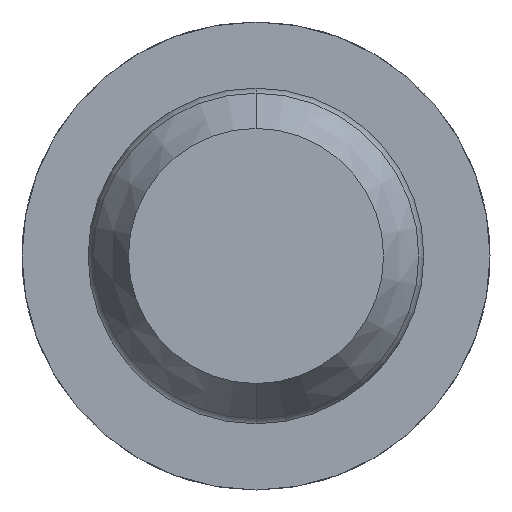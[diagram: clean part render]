
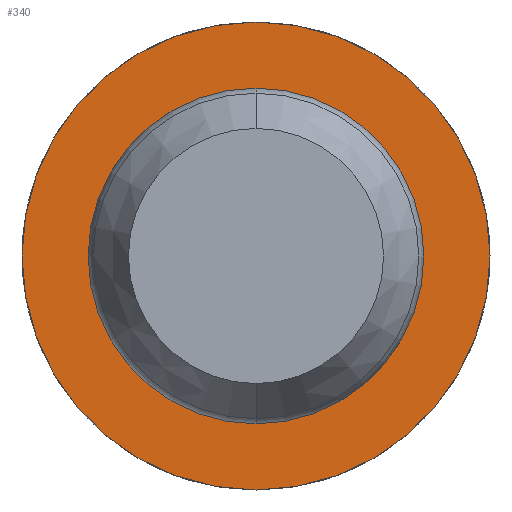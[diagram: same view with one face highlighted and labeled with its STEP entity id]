
A CAD part, front view. The second image highlights one B-rep face of the part: STEP entity #340.
In plain terms, the highlighted planar face has unit normal (0, -1, 0).
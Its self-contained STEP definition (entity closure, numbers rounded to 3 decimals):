
#17 = DIRECTION ( 'NONE',  ( 0., 0., 1. ) ) ;
#335 = CARTESIAN_POINT ( 'NONE',  ( 0., -10., 0. ) ) ;
#340 = ADVANCED_FACE ( 'Defeature ausgef�hrt2_7', ( #3786, #2003 ), #872, .F. ) ;
#368 = DIRECTION ( 'NONE',  ( 0., 0., 1. ) ) ;
#564 = CARTESIAN_POINT ( 'NONE',  ( 0., -10., 1.15 ) ) ;
#578 = AXIS2_PLACEMENT_3D ( 'NONE', #4241, #2118, #17 ) ;
#615 = ORIENTED_EDGE ( 'NONE', *, *, #3726, .T. ) ;
#872 = PLANE ( 'NONE',  #1104 ) ;
#949 = CIRCLE ( 'NONE', #3325, 0.825 ) ;
#1023 = CARTESIAN_POINT ( 'NONE',  ( 0., -10., 0.825 ) ) ;
#1101 = AXIS2_PLACEMENT_3D ( 'NONE', #4194, #3465, #1697 ) ;
#1104 = AXIS2_PLACEMENT_3D ( 'NONE', #1559, #3345, #4051 ) ;
#1495 = ORIENTED_EDGE ( 'NONE', *, *, #3405, .F. ) ;
#1559 = CARTESIAN_POINT ( 'NONE',  ( 1.15, -10., 0. ) ) ;
#1697 = DIRECTION ( 'NONE',  ( 0., 0., 1. ) ) ;
#1775 = DIRECTION ( 'NONE',  ( 0., 1., 0. ) ) ;
#1874 = CIRCLE ( 'NONE', #1101, 0.825 ) ;
#2003 = FACE_BOUND ( 'NONE', #2822, .T. ) ;
#2062 = VERTEX_POINT ( 'NONE', #564 ) ;
#2118 = DIRECTION ( 'NONE',  ( 0., 1., 0. ) ) ;
#2136 = VERTEX_POINT ( 'NONE', #3961 ) ;
#2266 = CARTESIAN_POINT ( 'NONE',  ( 0., -10., -1.15 ) ) ;
#2355 = CARTESIAN_POINT ( 'NONE',  ( 0., -10., 0. ) ) ;
#2699 = CIRCLE ( 'NONE', #578, 1.15 ) ;
#2774 = AXIS2_PLACEMENT_3D ( 'NONE', #2355, #4106, #4134 ) ;
#2798 = ORIENTED_EDGE ( 'NONE', *, *, #3627, .T. ) ;
#2822 = EDGE_LOOP ( 'NONE', ( #615, #2798 ) ) ;
#2862 = EDGE_LOOP ( 'NONE', ( #4578, #1495 ) ) ;
#3070 = VERTEX_POINT ( 'NONE', #1023 ) ;
#3325 = AXIS2_PLACEMENT_3D ( 'NONE', #335, #1775, #368 ) ;
#3345 = DIRECTION ( 'NONE',  ( 0., 1., 0. ) ) ;
#3405 = EDGE_CURVE ( 'Defeature ausgef�hrt2_4+Defeature ausgef�hrt2_7+Defeature ausgef�hrt2_7+Defeature ausgef�hrt2_7', #4205, #2062, #4253, .T. ) ;
#3465 = DIRECTION ( 'NONE',  ( 0., 1., 0. ) ) ;
#3627 = EDGE_CURVE ( 'Defeature ausgef�hrt2_7+Defeature ausgef�hrt2_8+Defeature ausgef�hrt2_8+Defeature ausgef�hrt2_8', #2136, #3070, #1874, .T. ) ;
#3726 = EDGE_CURVE ( 'Defeature ausgef�hrt2_7+Defeature ausgef�hrt2_8+Defeature ausgef�hrt2_8+Defeature ausgef�hrt2_8', #3070, #2136, #949, .T. ) ;
#3786 = FACE_OUTER_BOUND ( 'NONE', #2862, .T. ) ;
#3961 = CARTESIAN_POINT ( 'NONE',  ( 0., -10., -0.825 ) ) ;
#4051 = DIRECTION ( 'NONE',  ( 0., 0., 1. ) ) ;
#4106 = DIRECTION ( 'NONE',  ( 0., 1., 0. ) ) ;
#4134 = DIRECTION ( 'NONE',  ( 0., 0., 1. ) ) ;
#4194 = CARTESIAN_POINT ( 'NONE',  ( 0., -10., 0. ) ) ;
#4205 = VERTEX_POINT ( 'NONE', #2266 ) ;
#4241 = CARTESIAN_POINT ( 'NONE',  ( 0., -10., 0. ) ) ;
#4253 = CIRCLE ( 'NONE', #2774, 1.15 ) ;
#4413 = EDGE_CURVE ( 'Defeature ausgef�hrt2_4+Defeature ausgef�hrt2_7+Defeature ausgef�hrt2_7+Defeature ausgef�hrt2_7', #2062, #4205, #2699, .T. ) ;
#4578 = ORIENTED_EDGE ( 'NONE', *, *, #4413, .F. ) ;
